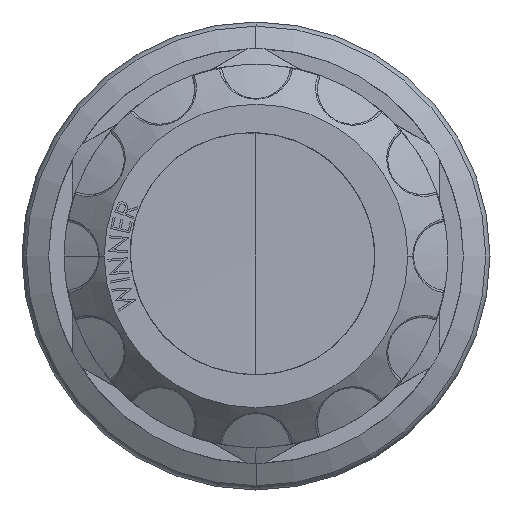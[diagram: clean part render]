
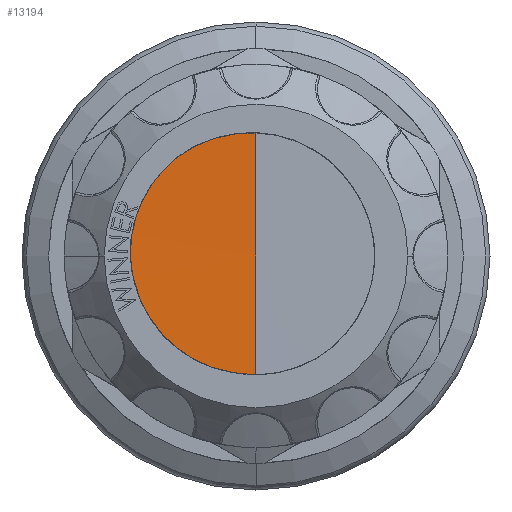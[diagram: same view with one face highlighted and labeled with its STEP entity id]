
A CAD part, left-side view. The second image highlights one B-rep face of the part: STEP entity #13194.
In plain terms, the highlighted conical face has half-angle 89.663 degrees and reference radius 12.668 mm.
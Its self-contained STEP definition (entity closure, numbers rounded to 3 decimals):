
#533 = CARTESIAN_POINT ( 'NONE',  ( -73.589, 10.843, 0.747 ) ) ;
#864 = CARTESIAN_POINT ( 'NONE',  ( -73.587, 6.515, -8.199 ) ) ;
#1165 = ORIENTED_EDGE ( 'NONE', *, *, #7581, .T. ) ;
#1188 = VECTOR ( 'NONE', #13803, 1000. ) ;
#1370 = ORIENTED_EDGE ( 'NONE', *, *, #3861, .F. ) ;
#1487 = EDGE_CURVE ( 'NONE', #6916, #4456, #14508, .T. ) ;
#1567 = DIRECTION ( 'NONE',  ( 0., 0., 1. ) ) ;
#1739 = CARTESIAN_POINT ( 'NONE',  ( -73.589, 5.271, 9.505 ) ) ;
#1748 = CARTESIAN_POINT ( 'NONE',  ( -73.589, 10.53, -2.193 ) ) ;
#1805 = CARTESIAN_POINT ( 'NONE',  ( -73.589, 10.835, 0.253 ) ) ;
#2192 = CARTESIAN_POINT ( 'NONE',  ( -73.586, 2.007, -10.052 ) ) ;
#2303 = CARTESIAN_POINT ( 'NONE',  ( -73.587, 7.462, -7.42 ) ) ;
#2411 = AXIS2_PLACEMENT_3D ( 'NONE', #9942, #7406, #15343 ) ;
#2884 = DIRECTION ( 'NONE',  ( -1., 0., 0. ) ) ;
#3071 = B_SPLINE_CURVE_WITH_KNOTS ( 'NONE', 3,
 ( #2192, #15850, #7804, #12945, #17019, #8987, #864, #2303, #9038, #4865, #14916, #3243, #8596, #6874, #8219, #9822, #1748, #4484, #5856, #7182, #16580, #1805 ),
 .UNSPECIFIED., .F., .F.,
 ( 4, 2, 2, 2, 2, 2, 2, 2, 2, 2, 4 ),
 ( 0., 0.002, 0.004, 0.006, 0.007, 0.009, 0.01, 0.011, 0.013, 0.014, 0.015 ),
 .UNSPECIFIED. ) ;
#3243 = CARTESIAN_POINT ( 'NONE',  ( -73.588, 9.515, -4.754 ) ) ;
#3861 = EDGE_CURVE ( 'NONE', #4456, #13466, #10464, .T. ) ;
#4456 = VERTEX_POINT ( 'NONE', #12568 ) ;
#4484 = CARTESIAN_POINT ( 'NONE',  ( -73.589, 10.703, -1.286 ) ) ;
#4864 = VERTEX_POINT ( 'NONE', #11142 ) ;
#4865 = CARTESIAN_POINT ( 'NONE',  ( -73.588, 8.698, -6.049 ) ) ;
#5559 = FACE_OUTER_BOUND ( 'NONE', #11617, .T. ) ;
#5790 = CARTESIAN_POINT ( 'NONE',  ( -73.59, 8.678, 6.691 ) ) ;
#5801 = VECTOR ( 'NONE', #16754, 1000. ) ;
#5856 = CARTESIAN_POINT ( 'NONE',  ( -73.589, 10.748, -0.979 ) ) ;
#6020 = CARTESIAN_POINT ( 'NONE',  ( -73.59, 10.671, 2.217 ) ) ;
#6159 = CARTESIAN_POINT ( 'NONE',  ( -73.588, 0.41, 10.665 ) ) ;
#6874 = CARTESIAN_POINT ( 'NONE',  ( -73.588, 9.924, -3.923 ) ) ;
#6916 = VERTEX_POINT ( 'NONE', #17399 ) ;
#6920 = ORIENTED_EDGE ( 'NONE', *, *, #1487, .F. ) ;
#7120 = CARTESIAN_POINT ( 'NONE',  ( -73.59, 6.529, 8.727 ) ) ;
#7182 = CARTESIAN_POINT ( 'NONE',  ( -73.589, 10.811, -0.364 ) ) ;
#7406 = DIRECTION ( 'NONE',  ( -1., 0., 0. ) ) ;
#7545 = CARTESIAN_POINT ( 'NONE',  ( -73.588, 0.82, 10.656 ) ) ;
#7581 = EDGE_CURVE ( 'NONE', #8332, #13466, #10476, .T. ) ;
#7597 = CARTESIAN_POINT ( 'NONE',  ( -73.589, 3.275, 10.297 ) ) ;
#7804 = CARTESIAN_POINT ( 'NONE',  ( -73.586, 3.215, -9.805 ) ) ;
#7822 = ORIENTED_EDGE ( 'NONE', *, *, #11614, .F. ) ;
#7857 = CONICAL_SURFACE ( 'NONE', #13280, 12.668, 1.565 ) ;
#8214 = CARTESIAN_POINT ( 'NONE',  ( -73.588, 0., 10.651 ) ) ;
#8219 = CARTESIAN_POINT ( 'NONE',  ( -73.588, 10.044, -3.64 ) ) ;
#8332 = VERTEX_POINT ( 'NONE', #17026 ) ;
#8596 = CARTESIAN_POINT ( 'NONE',  ( -73.588, 9.66, -4.48 ) ) ;
#8656 = CARTESIAN_POINT ( 'NONE',  ( -73.589, 10.835, 0.253 ) ) ;
#8779 = CARTESIAN_POINT ( 'NONE',  ( -73.6, 0., -12.668 ) ) ;
#8987 = CARTESIAN_POINT ( 'NONE',  ( -73.587, 6.012, -8.545 ) ) ;
#9038 = CARTESIAN_POINT ( 'NONE',  ( -73.587, 7.906, -6.982 ) ) ;
#9817 = CARTESIAN_POINT ( 'NONE',  ( -73.59, 6.922, 8.427 ) ) ;
#9822 = CARTESIAN_POINT ( 'NONE',  ( -73.589, 10.365, -2.781 ) ) ;
#9834 = CARTESIAN_POINT ( 'NONE',  ( -73.6, 0., 0. ) ) ;
#9876 = CARTESIAN_POINT ( 'NONE',  ( -73.59, 10.15, 4.118 ) ) ;
#9942 = CARTESIAN_POINT ( 'NONE',  ( -73.586, 0., 0. ) ) ;
#9973 = LINE ( 'NONE', #8779, #5801 ) ;
#10271 = CARTESIAN_POINT ( 'NONE',  ( -73.586, 2.007, -10.052 ) ) ;
#10464 = B_SPLINE_CURVE_WITH_KNOTS ( 'NONE', 3,
 ( #15487, #15605, #7597, #14273, #16987, #7545, #6159, #16938 ),
 .UNSPECIFIED., .F., .F.,
 ( 4, 2, 2, 4 ),
 ( 0., 0.002, 0.004, 0.005 ),
 .UNSPECIFIED. ) ;
#10476 = LINE ( 'NONE', #14821, #1188 ) ;
#10593 = CIRCLE ( 'NONE', #2411, 10.25 ) ;
#11065 = VERTEX_POINT ( 'NONE', #10271 ) ;
#11142 = CARTESIAN_POINT ( 'NONE',  ( -73.586, 0., -10.25 ) ) ;
#11169 = CARTESIAN_POINT ( 'NONE',  ( -73.589, 4.821, 9.707 ) ) ;
#11591 = EDGE_CURVE ( 'NONE', #11065, #4864, #10593, .T. ) ;
#11614 = EDGE_CURVE ( 'NONE', #8332, #4864, #9973, .T. ) ;
#11617 = EDGE_LOOP ( 'NONE', ( #7822, #1165, #1370, #6920, #13410, #12858 ) ) ;
#11893 = EDGE_CURVE ( 'NONE', #11065, #6916, #3071, .T. ) ;
#12568 = CARTESIAN_POINT ( 'NONE',  ( -73.589, 4.821, 9.707 ) ) ;
#12573 = CARTESIAN_POINT ( 'NONE',  ( -73.59, 9.737, 5.026 ) ) ;
#12679 = CARTESIAN_POINT ( 'NONE',  ( -73.589, 10.809, 1.24 ) ) ;
#12858 = ORIENTED_EDGE ( 'NONE', *, *, #11591, .T. ) ;
#12945 = CARTESIAN_POINT ( 'NONE',  ( -73.586, 4.375, -9.402 ) ) ;
#13194 = ADVANCED_FACE ( 'NONE', ( #5559 ), #7857, .F. ) ;
#13280 = AXIS2_PLACEMENT_3D ( 'NONE', #9834, #2884, #1567 ) ;
#13410 = ORIENTED_EDGE ( 'NONE', *, *, #11893, .F. ) ;
#13466 = VERTEX_POINT ( 'NONE', #8214 ) ;
#13803 = DIRECTION ( 'NONE',  ( -0.006, 0., 1. ) ) ;
#14273 = CARTESIAN_POINT ( 'NONE',  ( -73.589, 2.054, 10.535 ) ) ;
#14508 = B_SPLINE_CURVE_WITH_KNOTS ( 'NONE', 3,
 ( #8656, #533, #12679, #6020, #16455, #9876, #12573, #5790, #15171, #9817, #7120, #16514, #1739, #11169 ),
 .UNSPECIFIED., .F., .F.,
 ( 4, 2, 2, 2, 2, 2, 4 ),
 ( 0., 0.001, 0.003, 0.006, 0.009, 0.01, 0.012 ),
 .UNSPECIFIED. ) ;
#14821 = CARTESIAN_POINT ( 'NONE',  ( -73.6, 0., 12.668 ) ) ;
#14916 = CARTESIAN_POINT ( 'NONE',  ( -73.588, 9.05, -5.55 ) ) ;
#15171 = CARTESIAN_POINT ( 'NONE',  ( -73.59, 8.032, 7.448 ) ) ;
#15343 = DIRECTION ( 'NONE',  ( 0., 0., 1. ) ) ;
#15487 = CARTESIAN_POINT ( 'NONE',  ( -73.589, 4.821, 9.707 ) ) ;
#15605 = CARTESIAN_POINT ( 'NONE',  ( -73.589, 4.061, 10.047 ) ) ;
#15850 = CARTESIAN_POINT ( 'NONE',  ( -73.586, 2.619, -9.955 ) ) ;
#16455 = CARTESIAN_POINT ( 'NONE',  ( -73.59, 10.566, 2.7 ) ) ;
#16514 = CARTESIAN_POINT ( 'NONE',  ( -73.589, 5.703, 9.265 ) ) ;
#16580 = CARTESIAN_POINT ( 'NONE',  ( -73.589, 10.83, -0.056 ) ) ;
#16754 = DIRECTION ( 'NONE',  ( -0.006, 0., -1. ) ) ;
#16938 = CARTESIAN_POINT ( 'NONE',  ( -73.588, 0., 10.651 ) ) ;
#16987 = CARTESIAN_POINT ( 'NONE',  ( -73.588, 1.641, 10.591 ) ) ;
#17019 = CARTESIAN_POINT ( 'NONE',  ( -73.587, 4.944, -9.145 ) ) ;
#17026 = CARTESIAN_POINT ( 'NONE',  ( -73.526, 0., 0. ) ) ;
#17399 = CARTESIAN_POINT ( 'NONE',  ( -73.589, 10.835, 0.253 ) ) ;
